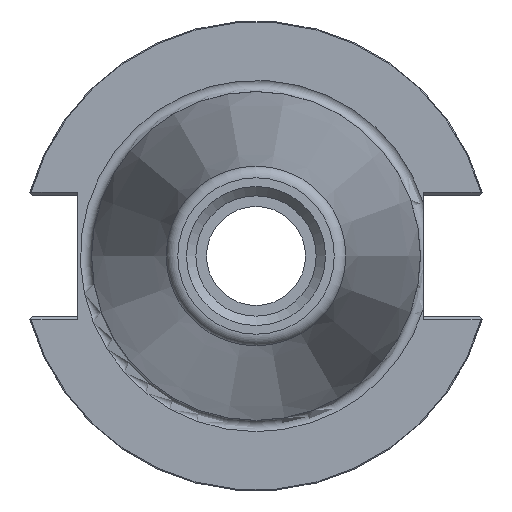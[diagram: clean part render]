
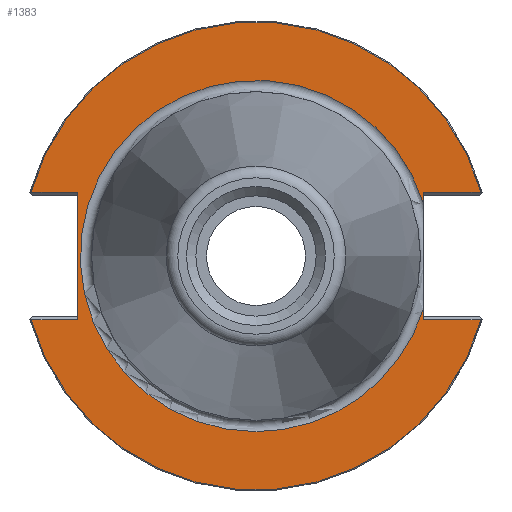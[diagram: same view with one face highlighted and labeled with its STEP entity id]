
A CAD part, left-side view. The second image highlights one B-rep face of the part: STEP entity #1383.
In plain terms, the highlighted planar face has unit normal (-1, 0, 0).
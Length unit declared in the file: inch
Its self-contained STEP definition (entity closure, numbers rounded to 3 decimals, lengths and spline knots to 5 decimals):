
#133=CIRCLE('',#1503,1.245);
#135=CIRCLE('',#1509,1.245);
#136=CIRCLE('',#1510,0.93468);
#137=CIRCLE('',#1511,0.93468);
#194=FACE_OUTER_BOUND('',#278,.T.);
#278=EDGE_LOOP('',(#991,#992,#993,#994,#995,#996,#997,#998,#999,#1000,#1001));
#365=LINE('',#2036,#474);
#366=LINE('',#2058,#475);
#373=LINE('',#2110,#482);
#375=LINE('',#2114,#484);
#376=LINE('',#2116,#485);
#377=LINE('',#2118,#486);
#378=LINE('',#2121,#487);
#474=VECTOR('',#1676,0.0526);
#475=VECTOR('',#1677,0.0526);
#482=VECTOR('',#1696,0.30821);
#484=VECTOR('',#1700,0.24821);
#485=VECTOR('',#1701,0.67625);
#486=VECTOR('',#1702,0.24821);
#487=VECTOR('',#1705,0.30821);
#589=VERTEX_POINT('',#2033);
#590=VERTEX_POINT('',#2035);
#591=VERTEX_POINT('',#2037);
#592=VERTEX_POINT('',#2057);
#596=VERTEX_POINT('',#2066);
#597=VERTEX_POINT('',#2075);
#604=VERTEX_POINT('',#2113);
#605=VERTEX_POINT('',#2115);
#606=VERTEX_POINT('',#2117);
#607=VERTEX_POINT('',#2119);
#608=VERTEX_POINT('',#2122);
#735=EDGE_CURVE('',#590,#589,#365,.T.);
#737=EDGE_CURVE('',#592,#591,#366,.T.);
#742=EDGE_CURVE('',#596,#597,#133,.T.);
#751=EDGE_CURVE('',#589,#597,#373,.T.);
#753=EDGE_CURVE('',#604,#596,#375,.T.);
#754=EDGE_CURVE('',#605,#604,#376,.T.);
#755=EDGE_CURVE('',#606,#605,#377,.T.);
#756=EDGE_CURVE('',#607,#606,#135,.T.);
#757=EDGE_CURVE('',#607,#592,#378,.T.);
#758=EDGE_CURVE('',#591,#608,#136,.T.);
#759=EDGE_CURVE('',#608,#590,#137,.T.);
#991=ORIENTED_EDGE('',*,*,#742,.F.);
#992=ORIENTED_EDGE('',*,*,#753,.F.);
#993=ORIENTED_EDGE('',*,*,#754,.F.);
#994=ORIENTED_EDGE('',*,*,#755,.F.);
#995=ORIENTED_EDGE('',*,*,#756,.F.);
#996=ORIENTED_EDGE('',*,*,#757,.T.);
#997=ORIENTED_EDGE('',*,*,#737,.T.);
#998=ORIENTED_EDGE('',*,*,#758,.T.);
#999=ORIENTED_EDGE('',*,*,#759,.T.);
#1000=ORIENTED_EDGE('',*,*,#735,.T.);
#1001=ORIENTED_EDGE('',*,*,#751,.T.);
#1341=PLANE('',#1508);
#1383=ADVANCED_FACE('',(#194),#1341,.T.);
#1503=AXIS2_PLACEMENT_3D('',#2076,#1683,#1684);
#1508=AXIS2_PLACEMENT_3D('',#2112,#1698,#1699);
#1509=AXIS2_PLACEMENT_3D('',#2120,#1703,#1704);
#1510=AXIS2_PLACEMENT_3D('',#2123,#1706,#1707);
#1511=AXIS2_PLACEMENT_3D('',#2124,#1708,#1709);
#1676=DIRECTION('',(0.,0.,1.));
#1677=DIRECTION('',(0.,0.,1.));
#1683=DIRECTION('center_axis',(1.,0.,0.));
#1684=DIRECTION('ref_axis',(0.,0.,
1.));
#1696=DIRECTION('',(0.,-1.,0.));
#1698=DIRECTION('center_axis',(-1.,0.,0.));
#1699=DIRECTION('ref_axis',(0.,0.,1.));
#1700=DIRECTION('',(0.,1.,0.));
#1701=DIRECTION('',(0.,0.,1.));
#1702=DIRECTION('',(0.,-1.,0.));
#1703=DIRECTION('center_axis',(1.,0.,0.));
#1704=DIRECTION('ref_axis',(0.,0.,
-1.));
#1705=DIRECTION('',(0.,1.,0.));
#1706=DIRECTION('center_axis',(1.,0.,0.));
#1707=DIRECTION('ref_axis',(0.,0.,1.));
#1708=DIRECTION('center_axis',(1.,0.,0.));
#1709=DIRECTION('ref_axis',(0.,0.,1.));
#2033=CARTESIAN_POINT('',(-1.17746,-0.89001,0.33812));
#2035=CARTESIAN_POINT('',(-1.17746,-0.89001,0.28553));
#2036=CARTESIAN_POINT('',(-1.17746,-0.89001,0.));
#2037=CARTESIAN_POINT('',(-1.17746,-0.89001,-0.28553));
#2057=CARTESIAN_POINT('',(-1.17746,-0.89001,-0.33813));
#2058=CARTESIAN_POINT('',(-1.17746,-0.89001,0.));
#2066=CARTESIAN_POINT('',(-1.17746,1.19819,0.33812));
#2075=CARTESIAN_POINT('',(-1.17746,-1.19822,0.33812));
#2076=CARTESIAN_POINT('Origin',(-1.17746,-0.00001,
0.));
#2110=CARTESIAN_POINT('',(-1.17746,-0.90251,0.33812));
#2112=CARTESIAN_POINT('Origin',(-1.17746,-0.87501,0.));
#2113=CARTESIAN_POINT('',(-1.17746,0.94999,0.33812));
#2114=CARTESIAN_POINT('',(-1.17746,0.02749,0.33812));
#2115=CARTESIAN_POINT('',(-1.17746,0.94999,-0.33813));
#2116=CARTESIAN_POINT('',(-1.17746,0.94999,-0.33813));
#2117=CARTESIAN_POINT('',(-1.17746,1.19819,-0.33813));
#2118=CARTESIAN_POINT('',(-1.17746,0.27749,-0.33813));
#2119=CARTESIAN_POINT('',(-1.17746,-1.19822,-0.33813));
#2120=CARTESIAN_POINT('Origin',(-1.17746,-0.00001,
0.));
#2121=CARTESIAN_POINT('',(-1.17746,-0.90251,-0.33813));
#2122=CARTESIAN_POINT('',(-1.17746,-0.00001,-0.93468));
#2123=CARTESIAN_POINT('Origin',(-1.17746,-0.00001,
0.));
#2124=CARTESIAN_POINT('Origin',(-1.17746,-0.00001,
0.));
